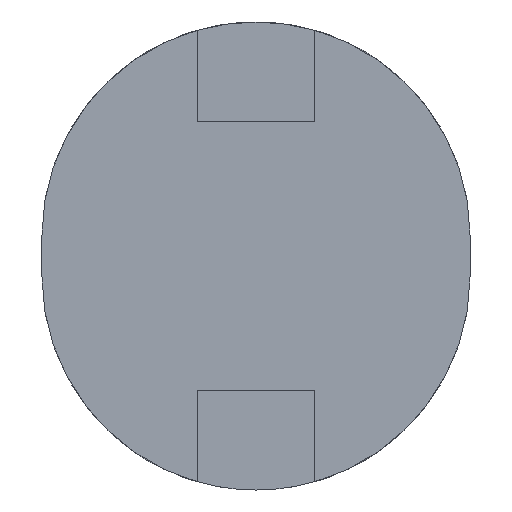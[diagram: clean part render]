
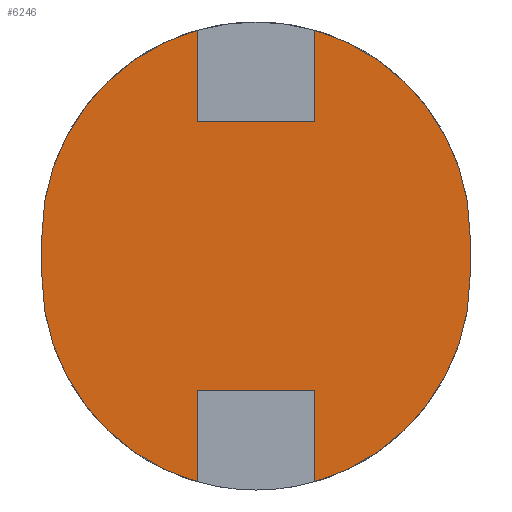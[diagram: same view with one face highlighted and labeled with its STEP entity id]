
A CAD part, left-side view. The second image highlights one B-rep face of the part: STEP entity #6246.
In plain terms, the highlighted planar face has unit normal (-1, 0, 0).
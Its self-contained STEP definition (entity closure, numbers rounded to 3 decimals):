
#45 = ORIENTED_EDGE ( 'NONE', *, *, #4466, .T. ) ;
#138 = CARTESIAN_POINT ( 'NONE',  ( -12., 21.5, 2. ) ) ;
#181 = CARTESIAN_POINT ( 'NONE',  ( -12., 5.919, -13.5 ) ) ;
#193 = CARTESIAN_POINT ( 'NONE',  ( -12., 21.5, -2. ) ) ;
#302 = AXIS2_PLACEMENT_3D ( 'NONE', #6926, #3154, #6435 ) ;
#333 = EDGE_CURVE ( 'NONE', #1991, #1773, #2352, .T. ) ;
#379 = ORIENTED_EDGE ( 'NONE', *, *, #2339, .F. ) ;
#470 = EDGE_CURVE ( 'NONE', #1115, #781, #4096, .T. ) ;
#540 = CARTESIAN_POINT ( 'NONE',  ( -12., -5.919, -13.5 ) ) ;
#561 = LINE ( 'NONE', #1229, #6336 ) ;
#572 = DIRECTION ( 'NONE',  ( 0., 0., -1. ) ) ;
#653 = CARTESIAN_POINT ( 'NONE',  ( -12., -5.919, 13.5 ) ) ;
#669 = VERTEX_POINT ( 'NONE', #6362 ) ;
#759 = AXIS2_PLACEMENT_3D ( 'NONE', #1814, #3942, #5408 ) ;
#781 = VERTEX_POINT ( 'NONE', #138 ) ;
#1046 = DIRECTION ( 'NONE',  ( 1., 0., 0. ) ) ;
#1049 = ORIENTED_EDGE ( 'NONE', *, *, #6338, .F. ) ;
#1054 = DIRECTION ( 'NONE',  ( 0., 0., -1. ) ) ;
#1093 = ORIENTED_EDGE ( 'NONE', *, *, #5651, .T. ) ;
#1115 = VERTEX_POINT ( 'NONE', #193 ) ;
#1185 = CARTESIAN_POINT ( 'NONE',  ( -12., 5.919, 22.669 ) ) ;
#1197 = EDGE_CURVE ( 'NONE', #4159, #3449, #6660, .T. ) ;
#1229 = CARTESIAN_POINT ( 'NONE',  ( -12., 5.919, -22.669 ) ) ;
#1301 = DIRECTION ( 'NONE',  ( 1., 0., 0. ) ) ;
#1303 = CIRCLE ( 'NONE', #5888, 21.5 ) ;
#1317 = CARTESIAN_POINT ( 'NONE',  ( -12., 5.919, 13.5 ) ) ;
#1361 = CARTESIAN_POINT ( 'NONE',  ( -12., 5.919, 13.5 ) ) ;
#1364 = CARTESIAN_POINT ( 'NONE',  ( -12., 0., 2. ) ) ;
#1382 = CARTESIAN_POINT ( 'NONE',  ( -12., 5.919, -13.5 ) ) ;
#1427 = DIRECTION ( 'NONE',  ( 0., 0., 1. ) ) ;
#1586 = ORIENTED_EDGE ( 'NONE', *, *, #6720, .T. ) ;
#1665 = VERTEX_POINT ( 'NONE', #2973 ) ;
#1773 = VERTEX_POINT ( 'NONE', #4720 ) ;
#1814 = CARTESIAN_POINT ( 'NONE',  ( -12., 0., 2. ) ) ;
#1991 = VERTEX_POINT ( 'NONE', #1382 ) ;
#2053 = VECTOR ( 'NONE', #6842, 1000. ) ;
#2177 = DIRECTION ( 'NONE',  ( 0., 0., 1. ) ) ;
#2220 = VECTOR ( 'NONE', #3579, 1000. ) ;
#2311 = DIRECTION ( 'NONE',  ( 0., -1., 0. ) ) ;
#2339 = EDGE_CURVE ( 'NONE', #3863, #1665, #3005, .T. ) ;
#2352 = LINE ( 'NONE', #181, #4449 ) ;
#2435 = VECTOR ( 'NONE', #1427, 1000. ) ;
#2539 = PLANE ( 'NONE',  #5884 ) ;
#2583 = LINE ( 'NONE', #540, #4626 ) ;
#2620 = CARTESIAN_POINT ( 'NONE',  ( -12., -5.919, 22.669 ) ) ;
#2642 = FACE_OUTER_BOUND ( 'NONE', #4326, .T. ) ;
#2973 = CARTESIAN_POINT ( 'NONE',  ( -12., -21.5, 2. ) ) ;
#3005 = CIRCLE ( 'NONE', #759, 21.5 ) ;
#3031 = EDGE_CURVE ( 'NONE', #3313, #3592, #6328, .T. ) ;
#3154 = DIRECTION ( 'NONE',  ( 1., 0., 0. ) ) ;
#3227 = ORIENTED_EDGE ( 'NONE', *, *, #3031, .F. ) ;
#3313 = VERTEX_POINT ( 'NONE', #5051 ) ;
#3375 = LINE ( 'NONE', #5890, #4211 ) ;
#3426 = CIRCLE ( 'NONE', #4319, 21.5 ) ;
#3449 = VERTEX_POINT ( 'NONE', #1361 ) ;
#3579 = DIRECTION ( 'NONE',  ( 0., 1., 0. ) ) ;
#3592 = VERTEX_POINT ( 'NONE', #4830 ) ;
#3863 = VERTEX_POINT ( 'NONE', #5596 ) ;
#3931 = ORIENTED_EDGE ( 'NONE', *, *, #1197, .T. ) ;
#3942 = DIRECTION ( 'NONE',  ( 1., 0., 0. ) ) ;
#4051 = ORIENTED_EDGE ( 'NONE', *, *, #333, .T. ) ;
#4085 = EDGE_CURVE ( 'NONE', #3863, #4159, #5870, .T. ) ;
#4089 = DIRECTION ( 'NONE',  ( 0., 0., 1. ) ) ;
#4096 = LINE ( 'NONE', #4610, #2435 ) ;
#4159 = VERTEX_POINT ( 'NONE', #653 ) ;
#4211 = VECTOR ( 'NONE', #4881, 1000. ) ;
#4319 = AXIS2_PLACEMENT_3D ( 'NONE', #5269, #5378, #572 ) ;
#4326 = EDGE_LOOP ( 'NONE', ( #4051, #45, #3227, #1049, #379, #5594, #3931, #1093, #6824, #5922, #4792, #1586 ) ) ;
#4449 = VECTOR ( 'NONE', #2311, 1000. ) ;
#4466 = EDGE_CURVE ( 'NONE', #1773, #3592, #2583, .T. ) ;
#4596 = DIRECTION ( 'NONE',  ( 0., 0., 1. ) ) ;
#4610 = CARTESIAN_POINT ( 'NONE',  ( -12., 21.5, -2. ) ) ;
#4626 = VECTOR ( 'NONE', #1054, 1000. ) ;
#4720 = CARTESIAN_POINT ( 'NONE',  ( -12., -5.919, -13.5 ) ) ;
#4769 = DIRECTION ( 'NONE',  ( 0., 1., 0. ) ) ;
#4792 = ORIENTED_EDGE ( 'NONE', *, *, #5736, .F. ) ;
#4830 = CARTESIAN_POINT ( 'NONE',  ( -12., -5.919, -22.669 ) ) ;
#4881 = DIRECTION ( 'NONE',  ( 0., 0., -1. ) ) ;
#5051 = CARTESIAN_POINT ( 'NONE',  ( -12., -21.5, -2. ) ) ;
#5153 = CARTESIAN_POINT ( 'NONE',  ( -12., -5.919, 13.5 ) ) ;
#5198 = LINE ( 'NONE', #1317, #5987 ) ;
#5269 = CARTESIAN_POINT ( 'NONE',  ( -12., 0., -2. ) ) ;
#5378 = DIRECTION ( 'NONE',  ( 1., 0., 0. ) ) ;
#5408 = DIRECTION ( 'NONE',  ( 0., 0., 1. ) ) ;
#5594 = ORIENTED_EDGE ( 'NONE', *, *, #4085, .T. ) ;
#5596 = CARTESIAN_POINT ( 'NONE',  ( -12., -5.919, 22.669 ) ) ;
#5651 = EDGE_CURVE ( 'NONE', #3449, #6759, #5198, .T. ) ;
#5736 = EDGE_CURVE ( 'NONE', #669, #1115, #3426, .T. ) ;
#5870 = LINE ( 'NONE', #2620, #2053 ) ;
#5884 = AXIS2_PLACEMENT_3D ( 'NONE', #6270, #1046, #4769 ) ;
#5888 = AXIS2_PLACEMENT_3D ( 'NONE', #1364, #1301, #4596 ) ;
#5890 = CARTESIAN_POINT ( 'NONE',  ( -12., -21.5, 2. ) ) ;
#5922 = ORIENTED_EDGE ( 'NONE', *, *, #470, .F. ) ;
#5987 = VECTOR ( 'NONE', #4089, 1000. ) ;
#6246 = ADVANCED_FACE ( 'NONE', ( #2642 ), #2539, .F. ) ;
#6270 = CARTESIAN_POINT ( 'NONE',  ( -12., 0., 2. ) ) ;
#6328 = CIRCLE ( 'NONE', #302, 21.5 ) ;
#6336 = VECTOR ( 'NONE', #2177, 1000. ) ;
#6338 = EDGE_CURVE ( 'NONE', #1665, #3313, #3375, .T. ) ;
#6362 = CARTESIAN_POINT ( 'NONE',  ( -12., 5.919, -22.669 ) ) ;
#6435 = DIRECTION ( 'NONE',  ( 0., 0., -1. ) ) ;
#6504 = EDGE_CURVE ( 'NONE', #781, #6759, #1303, .T. ) ;
#6660 = LINE ( 'NONE', #5153, #2220 ) ;
#6720 = EDGE_CURVE ( 'NONE', #669, #1991, #561, .T. ) ;
#6759 = VERTEX_POINT ( 'NONE', #1185 ) ;
#6824 = ORIENTED_EDGE ( 'NONE', *, *, #6504, .F. ) ;
#6842 = DIRECTION ( 'NONE',  ( 0., 0., -1. ) ) ;
#6926 = CARTESIAN_POINT ( 'NONE',  ( -12., 0., -2. ) ) ;
